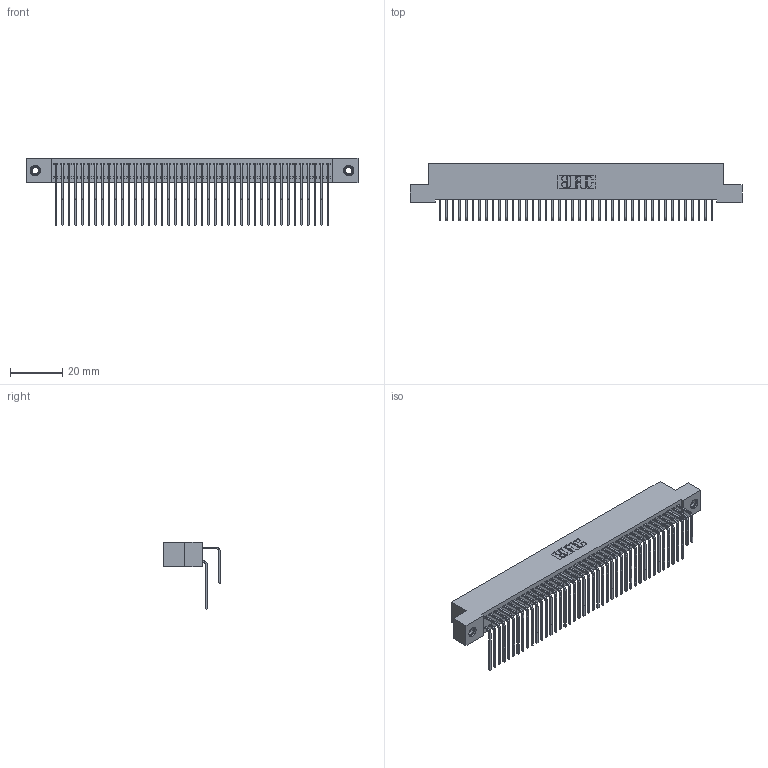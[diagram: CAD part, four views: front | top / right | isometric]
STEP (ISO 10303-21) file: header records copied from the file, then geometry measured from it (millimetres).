
FILE_DESCRIPTION (( 'STEP AP203' ), '1' );
FILE_NAME ('342-084-558-207.STEP', '2018-08-13T18:22:04', ( '' ), ( '' ), 'SwSTEP 2.0', 'SolidWorks 2016', '' );
FILE_SCHEMA (( 'CONFIG_CONTROL_DESIGN' ));
Length unit declared in the file: inch
Products named in the file (5): 342 Part_TI; 345-292-001_558 559 Tail - 1; 345-292-001_558 Tail - 2; 345-250-001_345-250-005-103; 342-084-558-207
Assembly tree (87 placements, depth 2):
  342-084-558-207
    342 Part_TI
    345-292-001_558 559 Tail - 1  x42
    345-292-001_558 Tail - 2  x42
    345-250-001_345-250-005-103  x2
Bounding box: 127 x 21.91 x 25.78 mm (x, y, z)
Volume: 11882.8 mm3; surface area: 21560.1 mm2
Topology: 87 solids, 87 shells, 4706 faces, 13959 edges, 9186 vertices
Faces by surface type: plane 3290, cylinder 1400, cone 12, torus 4
Entity records: 29858 total; most frequent: CARTESIAN_POINT 4980, ORIENTED_EDGE 4858, DIRECTION 4267, EDGE_CURVE 2429, LINE 2241, VECTOR 2241, VERTEX_POINT 1612, AXIS2_PLACEMENT_3D 1013
